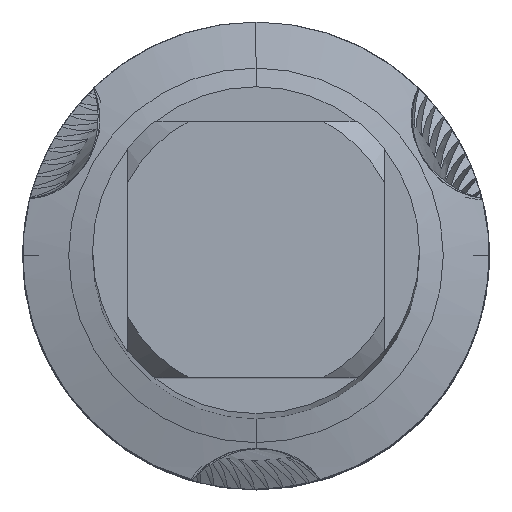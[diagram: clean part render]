
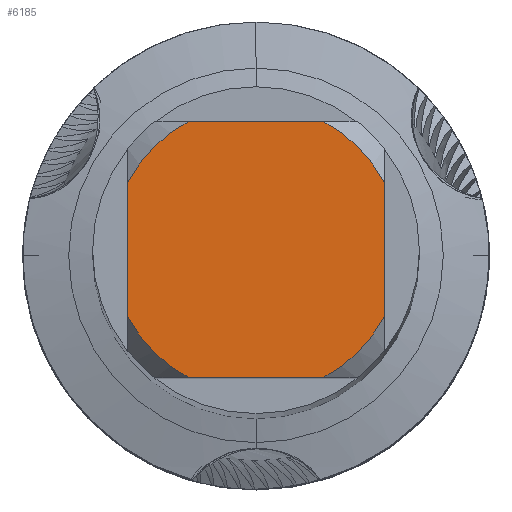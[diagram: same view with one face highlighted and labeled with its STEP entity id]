
A CAD part, top view. The second image highlights one B-rep face of the part: STEP entity #6185.
In plain terms, the highlighted planar face has unit normal (0, 0, 1).
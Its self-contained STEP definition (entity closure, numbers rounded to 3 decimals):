
#2335=VERTEX_POINT('',#6729);
#2359=VERTEX_POINT('',#6756);
#2383=EDGE_CURVE('',#4213,#2359,#6782,.T.);
#2613=VERTEX_POINT('',#7032);
#3021=EDGE_CURVE('',#3831,#2335,#7480,.T.);
#3193=EDGE_CURVE('',#4415,#2613,#7664,.T.);
#3831=VERTEX_POINT('',#8353);
#3979=EDGE_CURVE('',#3831,#2613,#8508,.T.);
#4167=VERTEX_POINT('',#8715);
#4213=VERTEX_POINT('',#8766);
#4379=VERTEX_POINT('',#8949);
#4415=VERTEX_POINT('',#8987);
#5289=EDGE_CURVE('',#4213,#4167,#9942,.T.);
#5963=EDGE_CURVE('',#4379,#2359,#10681,.T.);
#6003=EDGE_CURVE('',#4415,#4167,#10722,.T.);
#6019=EDGE_CURVE('',#4379,#2335,#10739,.T.);
#6185=ADVANCED_FACE('',(#10920),#10921,.T.);
#6729=CARTESIAN_POINT('',(-2.75,-1.431,0.0));
#6756=CARTESIAN_POINT('',(-1.431,2.75,0.0));
#6782=LINE('',#11801,#11802);
#7032=CARTESIAN_POINT('',(1.431,-2.75,0.0));
#7480=CIRCLE('',#13658,3.1);
#7664=CIRCLE('',#14134,3.1);
#8353=CARTESIAN_POINT('',(-1.431,-2.75,0.0));
#8508=LINE('',#16182,#16183);
#8715=CARTESIAN_POINT('',(2.75,1.431,0.0));
#8766=CARTESIAN_POINT('',(1.431,2.75,0.0));
#8949=CARTESIAN_POINT('',(-2.75,1.431,0.0));
#8987=CARTESIAN_POINT('',(2.75,-1.431,0.0));
#9942=CIRCLE('',#19370,3.1);
#10681=CIRCLE('',#21041,3.1);
#10722=LINE('',#21104,#21105);
#10739=LINE('',#21141,#21142);
#10920=FACE_OUTER_BOUND('',#21575,.T.);
#10921=PLANE('',#21576);
#11801=CARTESIAN_POINT('',(0.0,2.75,0.0));
#11802=VECTOR('',#22974,1.0);
#13658=AXIS2_PLACEMENT_3D('',#23991,#23992,#23993);
#14134=AXIS2_PLACEMENT_3D('',#24172,#24173,#24174);
#16182=CARTESIAN_POINT('',(0.0,-2.75,0.0));
#16183=VECTOR('',#25080,1.0);
#19370=AXIS2_PLACEMENT_3D('',#26567,#26568,#26569);
#21041=AXIS2_PLACEMENT_3D('',#27332,#27333,#27334);
#21104=CARTESIAN_POINT('',(2.75,0.775,0.0));
#21105=VECTOR('',#27358,1.0);
#21141=CARTESIAN_POINT('',(-2.75,0.775,0.0));
#21142=VECTOR('',#27368,1.0);
#21575=EDGE_LOOP('',(#27557,#27558,#27559,#27560,#27561,#27562,#27563,#27564));
#21576=AXIS2_PLACEMENT_3D('',#27565,#27566,#27567);
#22974=DIRECTION('',(-1.0,0.0,0.0));
#23991=CARTESIAN_POINT('',(0.0,0.0,0.0));
#23992=DIRECTION('',(0.0,0.0,-1.0));
#23993=DIRECTION('',(0.0,1.0,0.0));
#24172=CARTESIAN_POINT('',(0.0,0.0,0.0));
#24173=DIRECTION('',(0.0,0.0,-1.0));
#24174=DIRECTION('',(0.0,1.0,0.0));
#25080=DIRECTION('',(1.0,0.0,0.0));
#26567=CARTESIAN_POINT('',(0.0,0.0,0.0));
#26568=DIRECTION('',(0.0,0.0,-1.0));
#26569=DIRECTION('',(0.0,1.0,0.0));
#27332=CARTESIAN_POINT('',(0.0,0.0,0.0));
#27333=DIRECTION('',(0.0,0.0,-1.0));
#27334=DIRECTION('',(0.0,1.0,0.0));
#27358=DIRECTION('',(-0.0,1.0,0.0));
#27368=DIRECTION('',(-0.0,-1.0,0.0));
#27557=ORIENTED_EDGE('',*,*,#6019,.T.);
#27558=ORIENTED_EDGE('',*,*,#3021,.F.);
#27559=ORIENTED_EDGE('',*,*,#3979,.T.);
#27560=ORIENTED_EDGE('',*,*,#3193,.F.);
#27561=ORIENTED_EDGE('',*,*,#6003,.T.);
#27562=ORIENTED_EDGE('',*,*,#5289,.F.);
#27563=ORIENTED_EDGE('',*,*,#2383,.T.);
#27564=ORIENTED_EDGE('',*,*,#5963,.F.);
#27565=CARTESIAN_POINT('',(0.0,1.55,0.0));
#27566=DIRECTION('',(-0.0,0.0,1.0));
#27567=DIRECTION('',(0.0,-1.0,0.0));
